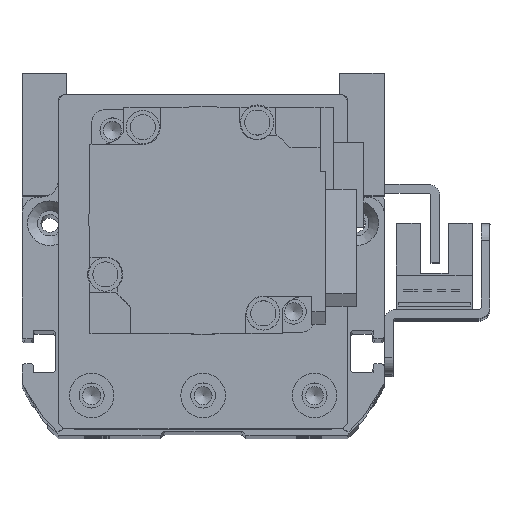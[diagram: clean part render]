
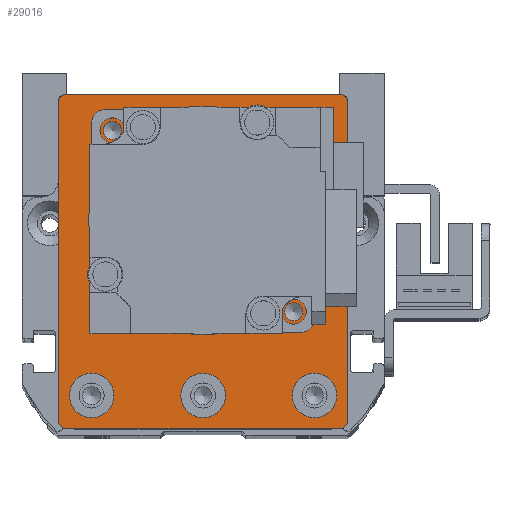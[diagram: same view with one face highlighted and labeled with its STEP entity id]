
A CAD part, top view. The second image highlights one B-rep face of the part: STEP entity #29016.
In plain terms, the highlighted planar face has unit normal (0, 0, 1).
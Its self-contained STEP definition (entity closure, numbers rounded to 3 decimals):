
#1541=FACE_BOUND('',#5893,.T.);
#1542=FACE_BOUND('',#5894,.T.);
#1543=FACE_BOUND('',#5895,.T.);
#1544=FACE_BOUND('',#5896,.T.);
#1545=FACE_BOUND('',#5897,.T.);
#1546=FACE_BOUND('',#5898,.T.);
#1547=FACE_BOUND('',#5899,.T.);
#1548=FACE_BOUND('',#5900,.T.);
#2271=PLANE('',#32570);
#3869=FACE_OUTER_BOUND('',#5892,.T.);
#5892=EDGE_LOOP('',(#26806,#26807,#26808,#26809,#26810,#26811,#26812,#26813));
#5893=EDGE_LOOP('',(#26814));
#5894=EDGE_LOOP('',(#26815));
#5895=EDGE_LOOP('',(#26816));
#5896=EDGE_LOOP('',(#26817));
#5897=EDGE_LOOP('',(#26818));
#5898=EDGE_LOOP('',(#26819));
#5899=EDGE_LOOP('',(#26820));
#5900=EDGE_LOOP('',(#26821));
#8108=LINE('',#51670,#10359);
#8114=LINE('',#51681,#10365);
#8121=LINE('',#51708,#10372);
#8124=LINE('',#51713,#10375);
#8125=LINE('',#51716,#10376);
#8128=LINE('',#51721,#10379);
#8129=LINE('',#51724,#10380);
#8151=LINE('',#51821,#10402);
#10359=VECTOR('',#41147,10.);
#10365=VECTOR('',#41155,10.);
#10372=VECTOR('',#41178,10.);
#10375=VECTOR('',#41183,10.);
#10376=VECTOR('',#41186,10.);
#10379=VECTOR('',#41191,10.);
#10380=VECTOR('',#41194,10.);
#10402=VECTOR('',#41310,10.);
#11981=CIRCLE('',#32533,4.);
#11984=CIRCLE('',#32539,4.);
#11987=CIRCLE('',#32545,4.);
#11989=CIRCLE('',#32550,1.621);
#11991=CIRCLE('',#32554,1.621);
#11993=CIRCLE('',#32558,1.621);
#11995=CIRCLE('',#32562,1.621);
#11998=CIRCLE('',#32568,15.);
#14613=VERTEX_POINT('',#51668);
#14614=VERTEX_POINT('',#51669);
#14618=VERTEX_POINT('',#51679);
#14630=VERTEX_POINT('',#51707);
#14631=VERTEX_POINT('',#51711);
#14632=VERTEX_POINT('',#51715);
#14633=VERTEX_POINT('',#51719);
#14634=VERTEX_POINT('',#51723);
#14641=VERTEX_POINT('',#51746);
#14644=VERTEX_POINT('',#51757);
#14647=VERTEX_POINT('',#51768);
#14650=VERTEX_POINT('',#51779);
#14653=VERTEX_POINT('',#51788);
#14656=VERTEX_POINT('',#51797);
#14659=VERTEX_POINT('',#51806);
#14662=VERTEX_POINT('',#51817);
#18644=EDGE_CURVE('',#14613,#14614,#8108,.T.);
#18650=EDGE_CURVE('',#14613,#14618,#8114,.T.);
#18663=EDGE_CURVE('',#14630,#14618,#8121,.T.);
#18666=EDGE_CURVE('',#14630,#14631,#8124,.T.);
#18667=EDGE_CURVE('',#14632,#14631,#8125,.T.);
#18670=EDGE_CURVE('',#14632,#14633,#8128,.T.);
#18671=EDGE_CURVE('',#14634,#14633,#8129,.T.);
#18681=EDGE_CURVE('',#14641,#14641,#11981,.T.);
#18686=EDGE_CURVE('',#14644,#14644,#11984,.T.);
#18691=EDGE_CURVE('',#14647,#14647,#11987,.T.);
#18696=EDGE_CURVE('',#14650,#14650,#11989,.T.);
#18700=EDGE_CURVE('',#14653,#14653,#11991,.T.);
#18704=EDGE_CURVE('',#14656,#14656,#11993,.T.);
#18708=EDGE_CURVE('',#14659,#14659,#11995,.T.);
#18714=EDGE_CURVE('',#14662,#14662,#11998,.T.);
#18715=EDGE_CURVE('',#14634,#14614,#8151,.T.);
#26806=ORIENTED_EDGE('',*,*,#18644,.F.);
#26807=ORIENTED_EDGE('',*,*,#18650,.T.);
#26808=ORIENTED_EDGE('',*,*,#18663,.F.);
#26809=ORIENTED_EDGE('',*,*,#18666,.T.);
#26810=ORIENTED_EDGE('',*,*,#18667,.F.);
#26811=ORIENTED_EDGE('',*,*,#18670,.T.);
#26812=ORIENTED_EDGE('',*,*,#18671,.F.);
#26813=ORIENTED_EDGE('',*,*,#18715,.T.);
#26814=ORIENTED_EDGE('',*,*,#18681,.T.);
#26815=ORIENTED_EDGE('',*,*,#18686,.T.);
#26816=ORIENTED_EDGE('',*,*,#18691,.T.);
#26817=ORIENTED_EDGE('',*,*,#18696,.T.);
#26818=ORIENTED_EDGE('',*,*,#18700,.T.);
#26819=ORIENTED_EDGE('',*,*,#18704,.T.);
#26820=ORIENTED_EDGE('',*,*,#18708,.T.);
#26821=ORIENTED_EDGE('',*,*,#18714,.T.);
#29016=ADVANCED_FACE('',(#3869,#1541,#1542,#1543,#1544,#1545,#1546,#1547,
#1548),#2271,.T.);
#32533=AXIS2_PLACEMENT_3D('',#51747,#41220,#41221);
#32539=AXIS2_PLACEMENT_3D('',#51758,#41234,#41235);
#32545=AXIS2_PLACEMENT_3D('',#51769,#41248,#41249);
#32550=AXIS2_PLACEMENT_3D('',#51780,#41261,#41262);
#32554=AXIS2_PLACEMENT_3D('',#51789,#41271,#41272);
#32558=AXIS2_PLACEMENT_3D('',#51798,#41281,#41282);
#32562=AXIS2_PLACEMENT_3D('',#51807,#41291,#41292);
#32568=AXIS2_PLACEMENT_3D('',#51819,#41306,#41307);
#32570=AXIS2_PLACEMENT_3D('',#51822,#41311,#41312);
#41147=DIRECTION('',(0.707,0.707,0.));
#41155=DIRECTION('',(0.,-1.,0.));
#41178=DIRECTION('',(-0.707,0.707,0.));
#41183=DIRECTION('',(1.,0.,0.));
#41186=DIRECTION('',(-0.707,-0.707,0.));
#41191=DIRECTION('',(0.,1.,0.));
#41194=DIRECTION('',(0.707,-0.707,0.));
#41220=DIRECTION('center_axis',(0.,0.,-1.));
#41221=DIRECTION('ref_axis',(1.,0.,0.));
#41234=DIRECTION('center_axis',(0.,0.,-1.));
#41235=DIRECTION('ref_axis',(1.,0.,0.));
#41248=DIRECTION('center_axis',(0.,0.,-1.));
#41249=DIRECTION('ref_axis',(1.,0.,0.));
#41261=DIRECTION('center_axis',(0.,0.,-1.));
#41262=DIRECTION('ref_axis',(1.,0.,0.));
#41271=DIRECTION('center_axis',(0.,0.,-1.));
#41272=DIRECTION('ref_axis',(1.,0.,0.));
#41281=DIRECTION('center_axis',(0.,0.,-1.));
#41282=DIRECTION('ref_axis',(1.,0.,0.));
#41291=DIRECTION('center_axis',(0.,0.,-1.));
#41292=DIRECTION('ref_axis',(1.,0.,0.));
#41306=DIRECTION('center_axis',(0.,0.,-1.));
#41307=DIRECTION('ref_axis',(-1.,0.,0.));
#41310=DIRECTION('',(-1.,0.,0.));
#41311=DIRECTION('center_axis',(0.,0.,1.));
#41312=DIRECTION('ref_axis',(1.,0.,0.));
#51668=CARTESIAN_POINT('',(-26.,29.,12.5));
#51669=CARTESIAN_POINT('',(-25.,30.,12.5));
#51670=CARTESIAN_POINT('',(-26.5,28.5,12.5));
#51679=CARTESIAN_POINT('',(-26.,-29.,12.5));
#51681=CARTESIAN_POINT('',(-26.,30.,12.5));
#51707=CARTESIAN_POINT('',(-25.,-30.,12.5));
#51708=CARTESIAN_POINT('',(-26.5,-28.5,12.5));
#51711=CARTESIAN_POINT('',(25.,-30.,12.5));
#51713=CARTESIAN_POINT('',(-26.,-30.,12.5));
#51715=CARTESIAN_POINT('',(26.,-29.,12.5));
#51716=CARTESIAN_POINT('',(26.5,-28.5,12.5));
#51719=CARTESIAN_POINT('',(26.,29.,12.5));
#51721=CARTESIAN_POINT('',(26.,-30.,12.5));
#51723=CARTESIAN_POINT('',(25.,30.,12.5));
#51724=CARTESIAN_POINT('',(26.5,28.5,12.5));
#51746=CARTESIAN_POINT('',(16.,-24.,12.5));
#51747=CARTESIAN_POINT('Origin',(20.,-24.,12.5));
#51757=CARTESIAN_POINT('',(-24.,-24.,12.5));
#51758=CARTESIAN_POINT('Origin',(-20.,-24.,12.5));
#51768=CARTESIAN_POINT('',(-4.,-24.,12.5));
#51769=CARTESIAN_POINT('Origin',(0.,-24.,12.5));
#51779=CARTESIAN_POINT('',(14.642,-8.963,12.5));
#51780=CARTESIAN_POINT('Origin',(16.263,-8.963,12.5));
#51788=CARTESIAN_POINT('',(-17.884,23.563,12.5));
#51789=CARTESIAN_POINT('Origin',(-16.263,23.563,12.5));
#51797=CARTESIAN_POINT('',(14.642,23.563,12.5));
#51798=CARTESIAN_POINT('Origin',(16.263,23.563,12.5));
#51806=CARTESIAN_POINT('',(-17.884,-8.963,12.5));
#51807=CARTESIAN_POINT('Origin',(-16.263,-8.963,12.5));
#51817=CARTESIAN_POINT('',(15.,7.3,12.5));
#51819=CARTESIAN_POINT('Origin',(0.,7.3,12.5));
#51821=CARTESIAN_POINT('',(26.,30.,12.5));
#51822=CARTESIAN_POINT('Origin',(0.,0.,12.5));
